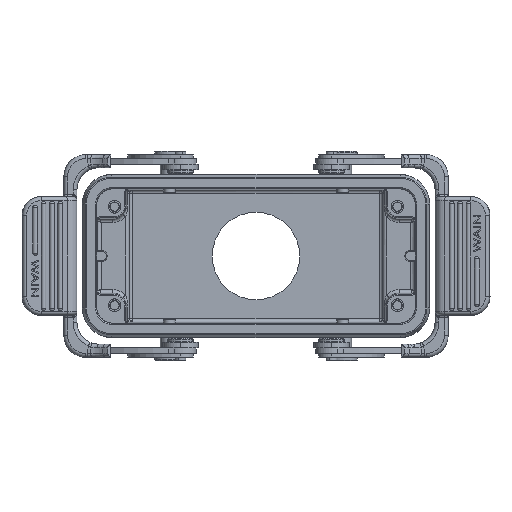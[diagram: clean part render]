
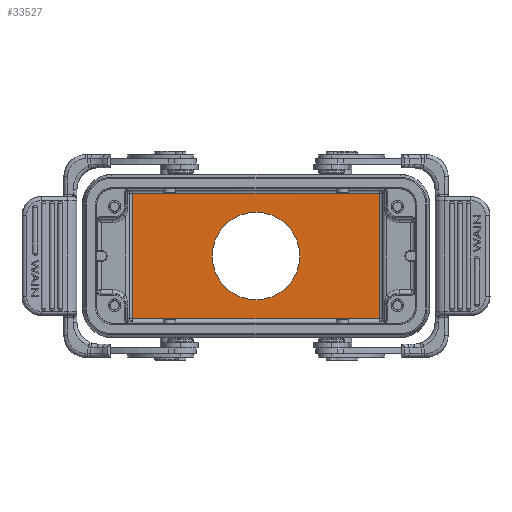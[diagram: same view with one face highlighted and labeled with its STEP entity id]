
A CAD part, front view. The second image highlights one B-rep face of the part: STEP entity #33527.
In plain terms, the highlighted planar face has unit normal (0, -1, 0).
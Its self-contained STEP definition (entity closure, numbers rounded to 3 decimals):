
#5816=DIRECTION('',(0.,0.,1.));
#5817=VECTOR('',#5816,34.284);
#5818=CARTESIAN_POINT('',(33.75,42.,-17.142));
#5819=LINE('',#5818,#5817);
#5840=DIRECTION('',(1.,0.,0.));
#5841=VECTOR('',#5840,67.5);
#5842=CARTESIAN_POINT('',(-33.75,42.,-17.142));
#5843=LINE('',#5842,#5841);
#5848=CARTESIAN_POINT('',(0.,42.,0.));
#5849=DIRECTION('',(0.,-1.,0.));
#5850=DIRECTION('',(1.,0.,0.));
#5851=AXIS2_PLACEMENT_3D('',#5848,#5849,#5850);
#5853=CARTESIAN_POINT('',(0.,42.,0.));
#5854=DIRECTION('',(0.,-1.,0.));
#5855=DIRECTION('',(-1.,0.,0.));
#5856=AXIS2_PLACEMENT_3D('',#5853,#5854,#5855);
#5858=DIRECTION('',(0.,0.,-1.));
#5859=VECTOR('',#5858,34.284);
#5860=CARTESIAN_POINT('',(-33.75,42.,17.142));
#5861=LINE('',#5860,#5859);
#6067=DIRECTION('',(-1.,0.,0.));
#6068=VECTOR('',#6067,67.5);
#6069=CARTESIAN_POINT('',(33.75,42.,17.142));
#6070=LINE('',#6069,#6068);
#22515=CARTESIAN_POINT('',(33.75,42.,-17.142));
#22516=VERTEX_POINT('',#22515);
#22517=CARTESIAN_POINT('',(33.75,42.,17.142));
#22518=VERTEX_POINT('',#22517);
#22521=CARTESIAN_POINT('',(-33.75,42.,-17.142));
#22522=VERTEX_POINT('',#22521);
#22525=CARTESIAN_POINT('',(-33.75,42.,17.142));
#22526=VERTEX_POINT('',#22525);
#26174=CARTESIAN_POINT('',(12.,42.,0.));
#26175=CARTESIAN_POINT('',(-12.,42.,0.));
#26176=VERTEX_POINT('',#26174);
#26177=VERTEX_POINT('',#26175);
#33508=CARTESIAN_POINT('',(0.,42.,0.));
#33509=DIRECTION('',(0.,1.,0.));
#33510=DIRECTION('',(0.,0.,1.));
#33511=AXIS2_PLACEMENT_3D('',#33508,#33509,#33510);
#33512=PLANE('',#33511);
#33513=ORIENTED_EDGE('',*,*,#33470,.F.);
#33514=ORIENTED_EDGE('',*,*,#33496,.F.);
#33516=ORIENTED_EDGE('',*,*,#33515,.F.);
#33518=ORIENTED_EDGE('',*,*,#33517,.F.);
#33519=EDGE_LOOP('',(#33513,#33514,#33516,#33518));
#33520=FACE_OUTER_BOUND('',#33519,.F.);
#33522=ORIENTED_EDGE('',*,*,#33521,.T.);
#33524=ORIENTED_EDGE('',*,*,#33523,.T.);
#33525=EDGE_LOOP('',(#33522,#33524));
#33526=FACE_BOUND('',#33525,.F.);
#33527=ADVANCED_FACE('',(#33520,#33526),#33512,.F.);
#5852=CIRCLE('',#5851,12.);
#5857=CIRCLE('',#5856,12.);
#33470=EDGE_CURVE('',#22516,#22518,#5819,.T.);
#33496=EDGE_CURVE('',#22522,#22516,#5843,.T.);
#33515=EDGE_CURVE('',#22526,#22522,#5861,.T.);
#33517=EDGE_CURVE('',#22518,#22526,#6070,.T.);
#33521=EDGE_CURVE('',#26176,#26177,#5852,.T.);
#33523=EDGE_CURVE('',#26177,#26176,#5857,.T.);
